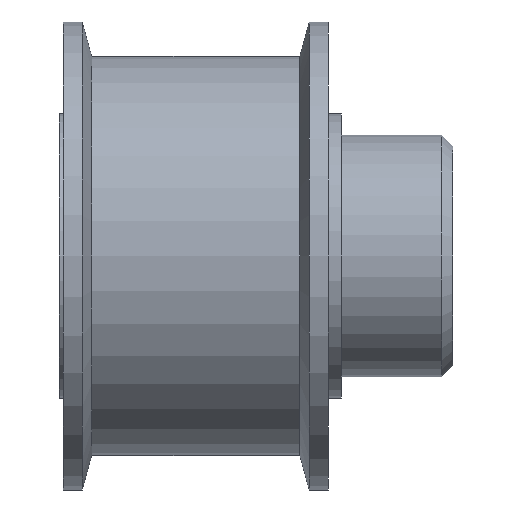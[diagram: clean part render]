
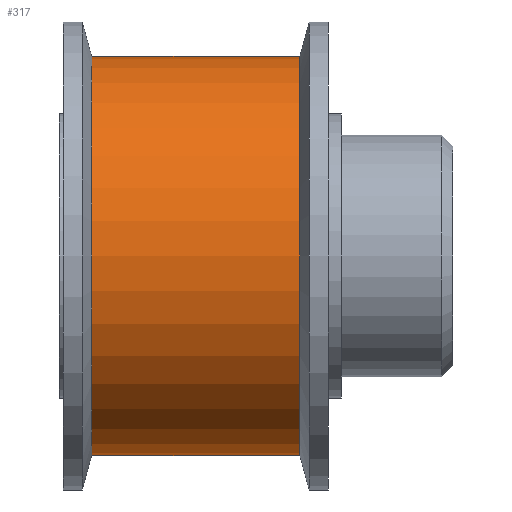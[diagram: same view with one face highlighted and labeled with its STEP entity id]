
A CAD part, front view. The second image highlights one B-rep face of the part: STEP entity #317.
In plain terms, the highlighted cylindrical face has radius 10.75 mm (diameter 21.5 mm), a full revolution.
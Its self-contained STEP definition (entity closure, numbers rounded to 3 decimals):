
#16=CYLINDRICAL_SURFACE('',#363,10.75);
#25=LINE('',#554,#37);
#37=VECTOR('',#443,10.75);
#63=FACE_OUTER_BOUND('',#83,.T.);
#83=EDGE_LOOP('',(#245,#246,#247,#248,#249,#250));
#111=CIRCLE('',#361,10.75);
#112=CIRCLE('',#362,10.75);
#113=CIRCLE('',#364,10.75);
#114=CIRCLE('',#365,10.75);
#145=VERTEX_POINT('',#547);
#146=VERTEX_POINT('',#549);
#147=VERTEX_POINT('',#553);
#148=VERTEX_POINT('',#555);
#183=EDGE_CURVE('',#145,#146,#111,.T.);
#184=EDGE_CURVE('',#146,#145,#112,.T.);
#185=EDGE_CURVE('',#145,#147,#25,.T.);
#186=EDGE_CURVE('',#147,#148,#113,.T.);
#187=EDGE_CURVE('',#148,#147,#114,.T.);
#245=ORIENTED_EDGE('',*,*,#184,.F.);
#246=ORIENTED_EDGE('',*,*,#183,.F.);
#247=ORIENTED_EDGE('',*,*,#185,.T.);
#248=ORIENTED_EDGE('',*,*,#186,.T.);
#249=ORIENTED_EDGE('',*,*,#187,.T.);
#250=ORIENTED_EDGE('',*,*,#185,.F.);
#317=ADVANCED_FACE('',(#63),#16,.T.);
#361=AXIS2_PLACEMENT_3D('',#550,#437,#438);
#362=AXIS2_PLACEMENT_3D('',#551,#439,#440);
#363=AXIS2_PLACEMENT_3D('',#552,#441,#442);
#364=AXIS2_PLACEMENT_3D('',#556,#444,#445);
#365=AXIS2_PLACEMENT_3D('',#557,#446,#447);
#437=DIRECTION('center_axis',(-1.,0.,0.));
#438=DIRECTION('ref_axis',(0.,0.,1.));
#439=DIRECTION('center_axis',(-1.,0.,0.));
#440=DIRECTION('ref_axis',(0.,0.,1.));
#441=DIRECTION('center_axis',(-1.,0.,0.));
#442=DIRECTION('ref_axis',(0.,0.,1.));
#443=DIRECTION('',(1.,0.,0.));
#444=DIRECTION('center_axis',(-1.,0.,0.));
#445=DIRECTION('ref_axis',(0.,0.,1.));
#446=DIRECTION('center_axis',(-1.,0.,0.));
#447=DIRECTION('ref_axis',(0.,0.,1.));
#547=CARTESIAN_POINT('',(-19.452,0.,-10.75));
#549=CARTESIAN_POINT('',(-19.452,0.,10.75));
#550=CARTESIAN_POINT('Origin',(-19.452,0.,0.));
#551=CARTESIAN_POINT('Origin',(-19.452,0.,0.));
#552=CARTESIAN_POINT('Origin',(-53.431,0.,0.));
#553=CARTESIAN_POINT('',(-8.252,0.,-10.75));
#554=CARTESIAN_POINT('',(-53.431,0.,-10.75));
#555=CARTESIAN_POINT('',(-8.252,0.,10.75));
#556=CARTESIAN_POINT('Origin',(-8.252,0.,0.));
#557=CARTESIAN_POINT('Origin',(-8.252,0.,0.));
